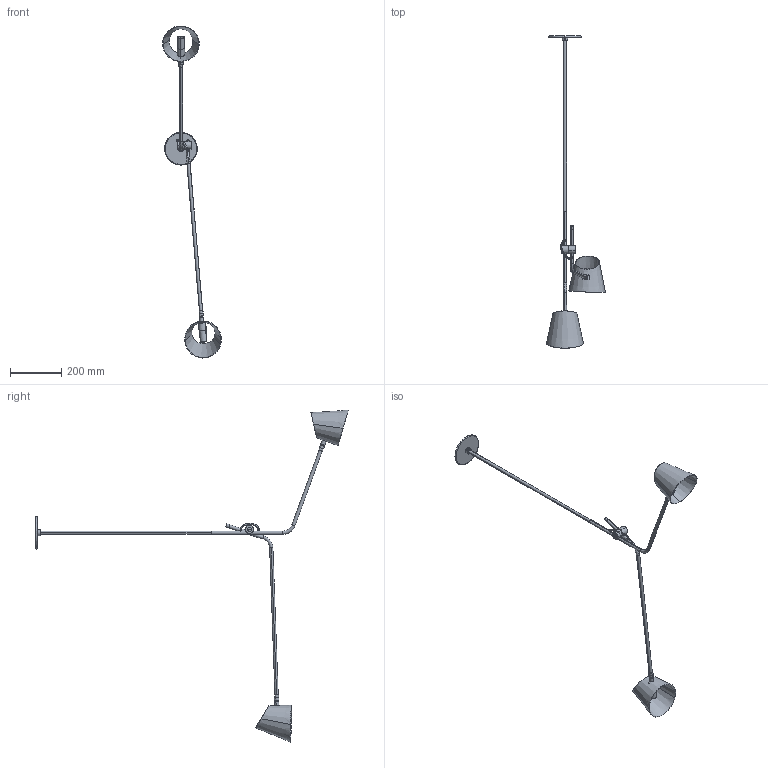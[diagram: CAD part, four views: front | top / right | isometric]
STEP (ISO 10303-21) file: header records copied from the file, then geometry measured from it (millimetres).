
FILE_DESCRIPTION (( 'STEP AP203' ), '1' );
FILE_NAME ('Hartau Double Long.STEP', '2018-07-03T15:37:14', ( '' ), ( '' ), 'SwSTEP 2.0', 'SolidWorks 2017', '' );
FILE_SCHEMA (( 'CONFIG_CONTROL_DESIGN' ));
Length unit declared in the file: inch
Products named in the file (1): Hartau Double Long
Bounding box: 229.05 x 1219.26 x 1295 mm (x, y, z)
Surface area: 389056.7 mm2 (no closed solid volume)
Topology: 0 solids, 17 shells, 302 faces, 780 edges, 504 vertices
Faces by surface type: cylinder 159, plane 53, bspline 45, cone 37, torus 8
Entity records: 25244 total; most frequent: CARTESIAN_POINT 18660, ORIENTED_EDGE 1508, DIRECTION 1137, EDGE_CURVE 772, VERTEX_POINT 504, AXIS2_PLACEMENT_3D 453, EDGE_LOOP 336, FACE_OUTER_BOUND 302
